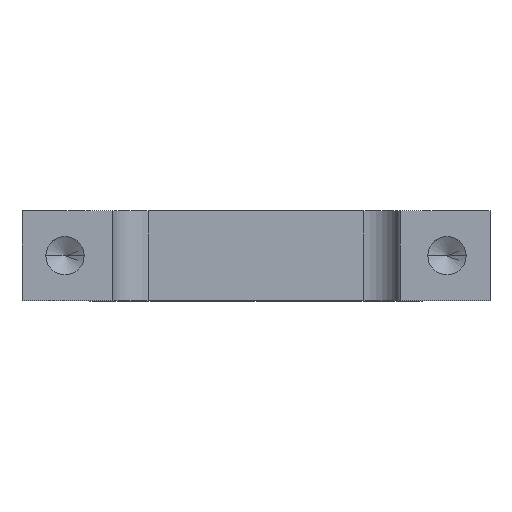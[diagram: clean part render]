
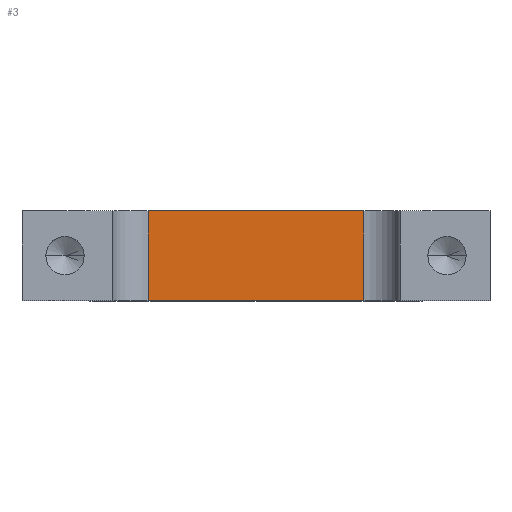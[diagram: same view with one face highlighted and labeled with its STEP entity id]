
A CAD part, top view. The second image highlights one B-rep face of the part: STEP entity #3.
In plain terms, the highlighted planar face has unit normal (0, 0, 1).
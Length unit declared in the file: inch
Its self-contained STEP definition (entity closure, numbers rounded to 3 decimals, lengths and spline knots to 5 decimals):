
#3 = ADVANCED_FACE ( 'NONE', ( #1001 ), #66, .F. ) ;
#37 = ORIENTED_EDGE ( 'NONE', *, *, #191, .T. ) ;
#66 = PLANE ( 'NONE',  #1375 ) ;
#147 = EDGE_CURVE ( 'NONE', #1339, #1386, #1228, .T. ) ;
#176 = CARTESIAN_POINT ( 'NONE',  ( -0.3, 0.25, 0.5505 ) ) ;
#191 = EDGE_CURVE ( 'NONE', #1386, #345, #532, .T. ) ;
#226 = EDGE_CURVE ( 'NONE', #1502, #345, #1153, .T. ) ;
#248 = VECTOR ( 'NONE', #1089, 39.37008 ) ;
#257 = CARTESIAN_POINT ( 'NONE',  ( -0.3, 0.25, 0.5505 ) ) ;
#259 = EDGE_CURVE ( 'NONE', #1339, #1502, #1346, .T. ) ;
#345 = VERTEX_POINT ( 'NONE', #1272 ) ;
#356 = DIRECTION ( 'NONE',  ( 1., 0., 0. ) ) ;
#405 = ORIENTED_EDGE ( 'NONE', *, *, #226, .F. ) ;
#528 = CARTESIAN_POINT ( 'NONE',  ( 0.3, 0.25, 0.5505 ) ) ;
#532 = LINE ( 'NONE', #1412, #1119 ) ;
#645 = DIRECTION ( 'NONE',  ( 0., -1., 0. ) ) ;
#664 = DIRECTION ( 'NONE',  ( -1., 0., 0. ) ) ;
#676 = CARTESIAN_POINT ( 'NONE',  ( 0.3, 0.25, 0.5505 ) ) ;
#737 = VECTOR ( 'NONE', #356, 39.37008 ) ;
#776 = VECTOR ( 'NONE', #645, 39.37008 ) ;
#789 = DIRECTION ( 'NONE',  ( 0., 0., -1. ) ) ;
#866 = ORIENTED_EDGE ( 'NONE', *, *, #147, .T. ) ;
#1001 = FACE_OUTER_BOUND ( 'NONE', #1246, .T. ) ;
#1057 = CARTESIAN_POINT ( 'NONE',  ( -0.3, 0.25, 0.5505 ) ) ;
#1073 = ORIENTED_EDGE ( 'NONE', *, *, #259, .F. ) ;
#1089 = DIRECTION ( 'NONE',  ( 0., -1., 0. ) ) ;
#1119 = VECTOR ( 'NONE', #1191, 39.37008 ) ;
#1153 = LINE ( 'NONE', #528, #776 ) ;
#1191 = DIRECTION ( 'NONE',  ( 1., 0., 0. ) ) ;
#1228 = LINE ( 'NONE', #257, #248 ) ;
#1246 = EDGE_LOOP ( 'NONE', ( #37, #405, #1073, #866 ) ) ;
#1248 = CARTESIAN_POINT ( 'NONE',  ( -0.3, 0., 0.5505 ) ) ;
#1272 = CARTESIAN_POINT ( 'NONE',  ( 0.3, 0., 0.5505 ) ) ;
#1339 = VERTEX_POINT ( 'NONE', #1353 ) ;
#1346 = LINE ( 'NONE', #1057, #737 ) ;
#1353 = CARTESIAN_POINT ( 'NONE',  ( -0.3, 0.25, 0.5505 ) ) ;
#1375 = AXIS2_PLACEMENT_3D ( 'NONE', #176, #789, #664 ) ;
#1386 = VERTEX_POINT ( 'NONE', #1248 ) ;
#1412 = CARTESIAN_POINT ( 'NONE',  ( -0.3, 0., 0.5505 ) ) ;
#1502 = VERTEX_POINT ( 'NONE', #676 ) ;
